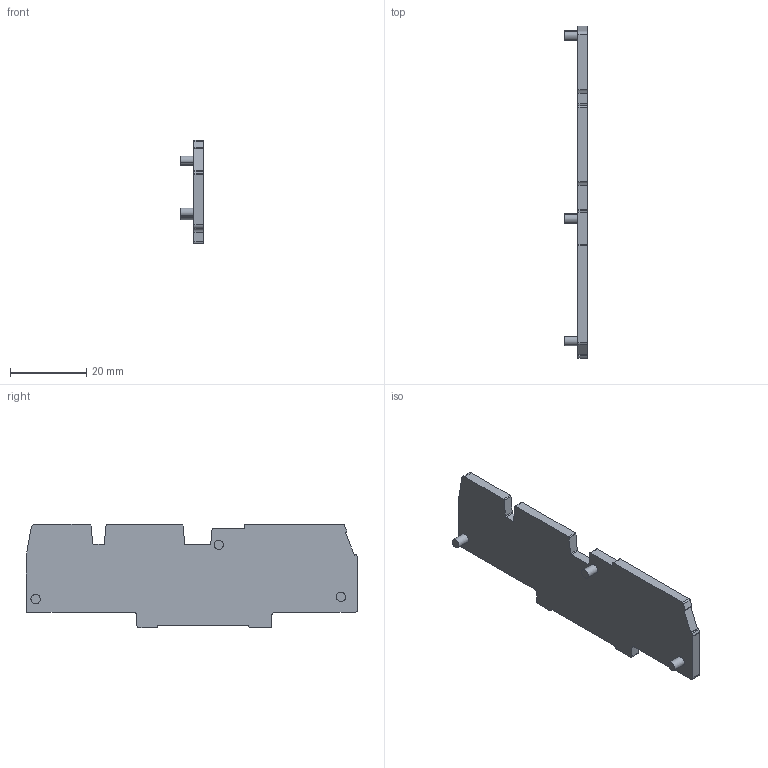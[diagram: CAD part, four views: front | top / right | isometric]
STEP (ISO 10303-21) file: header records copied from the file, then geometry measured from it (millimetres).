
FILE_DESCRIPTION(('CATIA V5 STEP Exchange','CAx-IF Rec.Pracs.--- Model Styling and Organization---1.4--- 2014-01-23'),'2;1');
FILE_NAME ('024238-2_0', '2021-04-21T09:25:50+00:00', ('none'), ('Weidmueller'), 'CATIA Version 5-6 Release 2016 SP3 HF44', 'CATIA V5 STEP AP214', 'none');
FILE_SCHEMA(('AUTOMOTIVE_DESIGN { 1 0 10303 214 1 1 1 1 }'));
Length unit declared in the file: millimetre
Products named in the file (1): 1865520000
Bounding box: 6 x 87.01 x 27.2 mm (x, y, z)
Volume: 5169.1 mm3; surface area: 4781.2 mm2
Topology: 1 solids, 1 shells, 62 faces, 171 edges, 114 vertices
Faces by surface type: plane 31, cylinder 31
Entity records: 1919 total; most frequent: ORIENTED_EDGE 342, CARTESIAN_POINT 339, DIRECTION 277, EDGE_CURVE 171, AXIS2_PLACEMENT_3D 116, VERTEX_POINT 114, VECTOR 109, LINE 109
